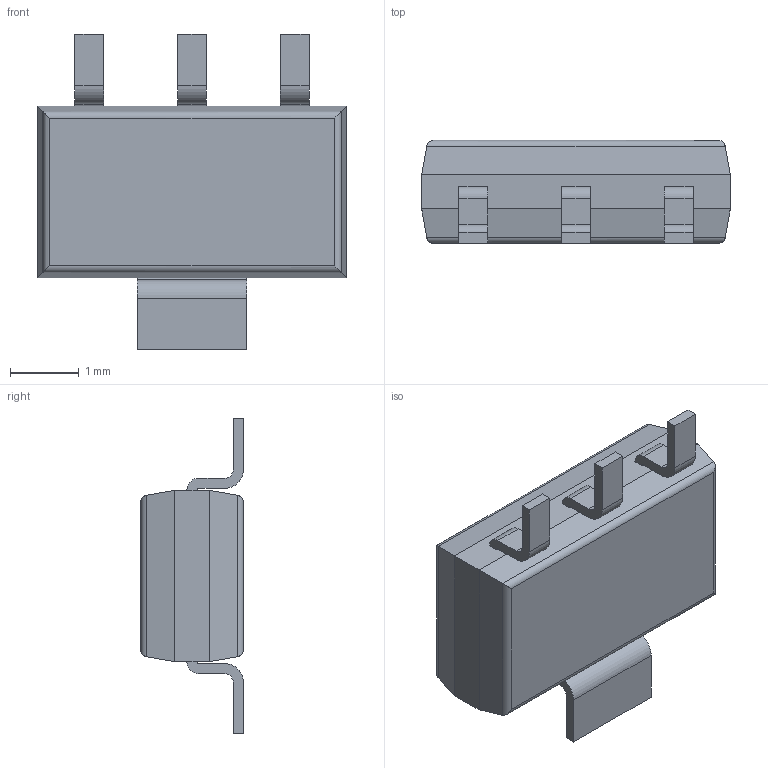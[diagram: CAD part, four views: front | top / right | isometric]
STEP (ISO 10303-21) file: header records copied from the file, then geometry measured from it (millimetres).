
FILE_DESCRIPTION (( 'STEP AP214' ), '1' );
FILE_NAME ( 'SOT223-4P150_460X150L104X42.STEP', '2018-06-06T10:18:48', ( '' ), ( '' ), 'Part was generated with the free Library Expert Lite available at www.PCBLibraries.com. Removing line will violate the End User License Agreement.', '©2017 PCB Libraries, Inc.', '' );
FILE_SCHEMA (( 'AUTOMOTIVE_DESIGN' ));
Length unit declared in the file: millimetre
Products named in the file (1): SOT223-4P150_460X150L104X42
Bounding box: 4.5 x 1.5 x 4.6 mm (x, y, z)
Volume: 16.9 mm3; surface area: 52.1 mm2
Topology: 5 solids, 5 shells, 78 faces, 188 edges, 120 vertices
Faces by surface type: plane 54, cylinder 24
Entity records: 2380 total; most frequent: CARTESIAN_POINT 411, ORIENTED_EDGE 376, DIRECTION 370, EDGE_CURVE 188, VECTOR 148, LINE 148, VERTEX_POINT 120, AXIS2_PLACEMENT_3D 111
